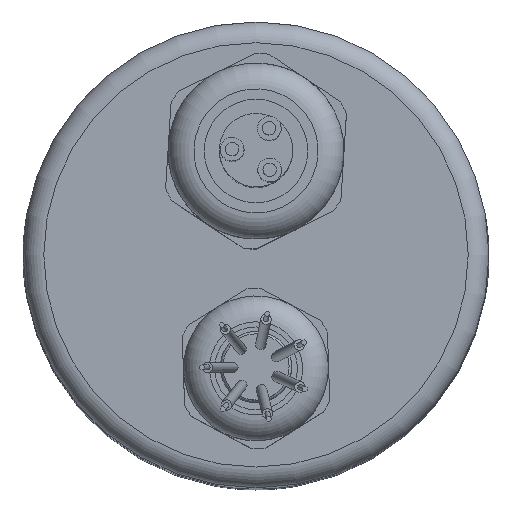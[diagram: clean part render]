
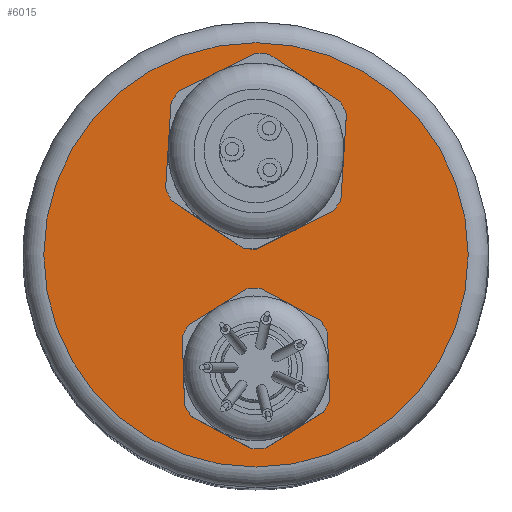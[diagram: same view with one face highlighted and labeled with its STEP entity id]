
A CAD part, top view. The second image highlights one B-rep face of the part: STEP entity #6015.
In plain terms, the highlighted planar face has unit normal (0, 0, 1).
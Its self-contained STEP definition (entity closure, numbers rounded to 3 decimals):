
#1374 = DIRECTION ( 'NONE',  ( 0., 0., 1. ) ) ;
#2905 = CARTESIAN_POINT ( 'NONE',  ( -5.625, -11., 121. ) ) ;
#3017 = PLANE ( 'NONE',  #6496 ) ;
#3115 = DIRECTION ( 'NONE',  ( 0., 0., -1. ) ) ;
#3249 = ORIENTED_EDGE ( 'NONE', *, *, #14810, .F. ) ;
#4356 = CARTESIAN_POINT ( 'NONE',  ( 0., 10., 121. ) ) ;
#4494 = VERTEX_POINT ( 'NONE', #6183 ) ;
#5583 = AXIS2_PLACEMENT_3D ( 'NONE', #19046, #14780, #17948 ) ;
#6015 = ADVANCED_FACE ( 'NONE', ( #12144, #16611, #16711 ), #3017, .F. ) ;
#6183 = CARTESIAN_POINT ( 'NONE',  ( 0., -20.5, 121. ) ) ;
#6496 = AXIS2_PLACEMENT_3D ( 'NONE', #14813, #3115, #7291 ) ;
#6727 = CIRCLE ( 'NONE', #9277, 8. ) ;
#7291 = DIRECTION ( 'NONE',  ( 0., -1., 0. ) ) ;
#7393 = DIRECTION ( 'NONE',  ( 0., 0., 1. ) ) ;
#7522 = CIRCLE ( 'NONE', #5583, 5.625 ) ;
#7948 = ORIENTED_EDGE ( 'NONE', *, *, #9133, .F. ) ;
#7975 = AXIS2_PLACEMENT_3D ( 'NONE', #14915, #7393, #13435 ) ;
#9133 = EDGE_CURVE ( 'NONE', #12838, #12838, #6727, .T. ) ;
#9277 = AXIS2_PLACEMENT_3D ( 'NONE', #4356, #1374, #15157 ) ;
#10037 = ORIENTED_EDGE ( 'NONE', *, *, #14069, .T. ) ;
#10778 = EDGE_LOOP ( 'NONE', ( #7948 ) ) ;
#11487 = EDGE_LOOP ( 'NONE', ( #3249 ) ) ;
#12144 = FACE_BOUND ( 'NONE', #10778, .T. ) ;
#12838 = VERTEX_POINT ( 'NONE', #19072 ) ;
#13435 = DIRECTION ( 'NONE',  ( 0., -1., 0. ) ) ;
#14069 = EDGE_CURVE ( 'NONE', #4494, #4494, #16511, .T. ) ;
#14780 = DIRECTION ( 'NONE',  ( 0., 0., 1. ) ) ;
#14810 = EDGE_CURVE ( 'NONE', #16504, #16504, #7522, .T. ) ;
#14813 = CARTESIAN_POINT ( 'NONE',  ( 0., 0., 121. ) ) ;
#14915 = CARTESIAN_POINT ( 'NONE',  ( 0., 0., 121. ) ) ;
#15157 = DIRECTION ( 'NONE',  ( -1., 0., 0. ) ) ;
#16504 = VERTEX_POINT ( 'NONE', #2905 ) ;
#16511 = CIRCLE ( 'NONE', #7975, 20.5 ) ;
#16611 = FACE_BOUND ( 'NONE', #11487, .T. ) ;
#16711 = FACE_OUTER_BOUND ( 'NONE', #19161, .T. ) ;
#17948 = DIRECTION ( 'NONE',  ( -1., 0., 0. ) ) ;
#19046 = CARTESIAN_POINT ( 'NONE',  ( 0., -11., 121. ) ) ;
#19072 = CARTESIAN_POINT ( 'NONE',  ( -8., 10., 121. ) ) ;
#19161 = EDGE_LOOP ( 'NONE', ( #10037 ) ) ;
